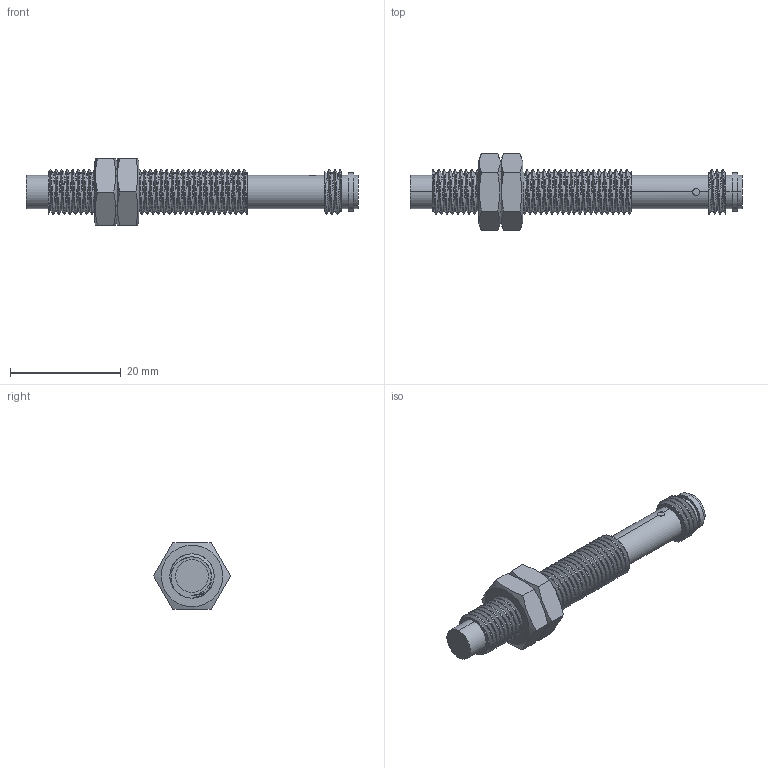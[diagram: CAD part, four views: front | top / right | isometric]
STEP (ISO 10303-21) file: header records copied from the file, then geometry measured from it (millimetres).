
FILE_DESCRIPTION (( 'STEP AP214' ), '1' );
FILE_NAME ('PXINDTYN08-06NO-E1_3D.STEP', '2022-11-15T18:41:05', ( '' ), ( '' ), 'SwSTEP 2.0', 'SolidWorks 2022', '' );
FILE_SCHEMA (( 'AUTOMOTIVE_DESIGN' ));
Length unit declared in the file: inch
Products named in the file (1): PXINDTYN08-06NO-E1_3D
Bounding box: 60 x 13.86 x 12 mm (x, y, z)
Volume: 2860.2 mm3; surface area: 2711.2 mm2
Topology: 2 solids, 2 shells, 127 faces, 342 edges, 229 vertices
Faces by surface type: cylinder 94, plane 23, bspline 10
Entity records: 13209 total; most frequent: CARTESIAN_POINT 8999, ORIENTED_EDGE 684, DIRECTION 401, EDGE_CURVE 342, VERTEX_POINT 229, AXIS2_PLACEMENT_3D 148, EDGE_LOOP 139, ADVANCED_FACE 127
